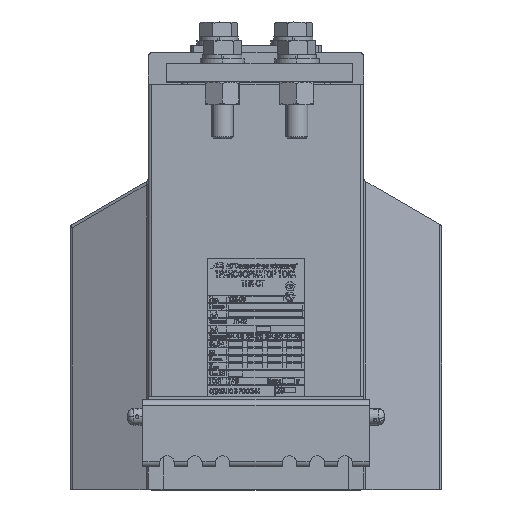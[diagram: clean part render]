
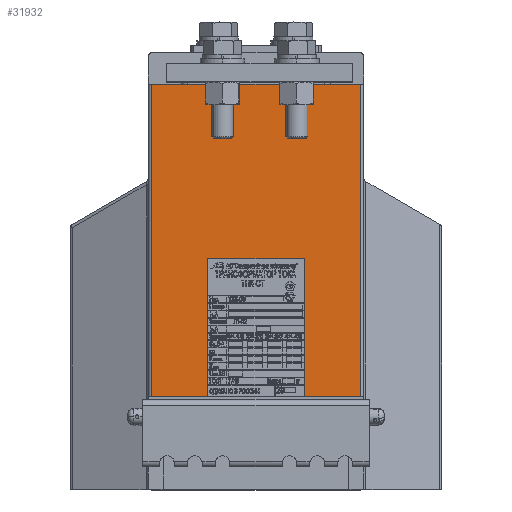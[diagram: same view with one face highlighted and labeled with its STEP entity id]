
A CAD part, top view. The second image highlights one B-rep face of the part: STEP entity #31932.
In plain terms, the highlighted planar face has unit normal (0, 0, 1).
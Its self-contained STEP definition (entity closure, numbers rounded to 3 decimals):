
#13750 = LINE ( 'NONE', #144523, #167697 ) ;
#21005 = DIRECTION ( 'NONE',  ( 1., 0., 0. ) ) ;
#24031 = EDGE_CURVE ( 'NONE', #103385, #42629, #93603, .T. ) ;
#28875 = VERTEX_POINT ( 'NONE', #85515 ) ;
#31932 = ADVANCED_FACE ( 'NONE', ( #68573 ), #34920, .T. ) ;
#34793 = DIRECTION ( 'NONE',  ( -1., 0., 0. ) ) ;
#34920 = PLANE ( 'NONE',  #172762 ) ;
#42629 = VERTEX_POINT ( 'NONE', #114665 ) ;
#61974 = CARTESIAN_POINT ( 'NONE',  ( 56., 218., 130. ) ) ;
#65756 = DIRECTION ( 'NONE',  ( 0., 0., 1. ) ) ;
#68573 = FACE_OUTER_BOUND ( 'NONE', #192380, .T. ) ;
#85515 = CARTESIAN_POINT ( 'NONE',  ( -56., 218., 130. ) ) ;
#91184 = ORIENTED_EDGE ( 'NONE', *, *, #182480, .T. ) ;
#93603 = LINE ( 'NONE', #126896, #129705 ) ;
#96093 = LINE ( 'NONE', #113087, #177977 ) ;
#96111 = CARTESIAN_POINT ( 'NONE',  ( 0., 0., 130. ) ) ;
#96327 = VERTEX_POINT ( 'NONE', #61974 ) ;
#103385 = VERTEX_POINT ( 'NONE', #181530 ) ;
#113087 = CARTESIAN_POINT ( 'NONE',  ( 58.5, 218., 130. ) ) ;
#114665 = CARTESIAN_POINT ( 'NONE',  ( -56., 50., 130. ) ) ;
#120914 = VECTOR ( 'NONE', #151475, 1000. ) ;
#125141 = ORIENTED_EDGE ( 'NONE', *, *, #130937, .F. ) ;
#126896 = CARTESIAN_POINT ( 'NONE',  ( -58., 50., 130. ) ) ;
#129705 = VECTOR ( 'NONE', #34793, 1000. ) ;
#130937 = EDGE_CURVE ( 'NONE', #28875, #96327, #96093, .T. ) ;
#136057 = CARTESIAN_POINT ( 'NONE',  ( -56., 50., 130. ) ) ;
#140591 = ORIENTED_EDGE ( 'NONE', *, *, #24031, .F. ) ;
#144523 = CARTESIAN_POINT ( 'NONE',  ( 56., 218., 130. ) ) ;
#147631 = EDGE_CURVE ( 'NONE', #103385, #96327, #13750, .T. ) ;
#149221 = ORIENTED_EDGE ( 'NONE', *, *, #147631, .T. ) ;
#151475 = DIRECTION ( 'NONE',  ( 0., -1., 0. ) ) ;
#160063 = DIRECTION ( 'NONE',  ( 0., 1., 0. ) ) ;
#161869 = LINE ( 'NONE', #136057, #120914 ) ;
#167697 = VECTOR ( 'NONE', #160063, 1000. ) ;
#172762 = AXIS2_PLACEMENT_3D ( 'NONE', #96111, #65756, #173474 ) ;
#173474 = DIRECTION ( 'NONE',  ( 1., 0., 0. ) ) ;
#177977 = VECTOR ( 'NONE', #21005, 1000. ) ;
#181530 = CARTESIAN_POINT ( 'NONE',  ( 56., 50., 130. ) ) ;
#182480 = EDGE_CURVE ( 'NONE', #28875, #42629, #161869, .T. ) ;
#192380 = EDGE_LOOP ( 'NONE', ( #125141, #91184, #140591, #149221 ) ) ;
